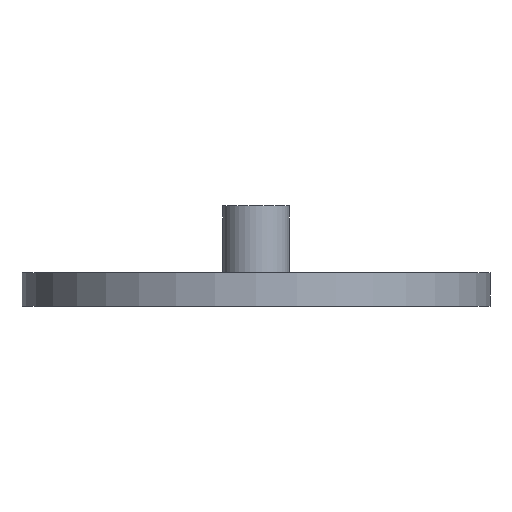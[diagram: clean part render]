
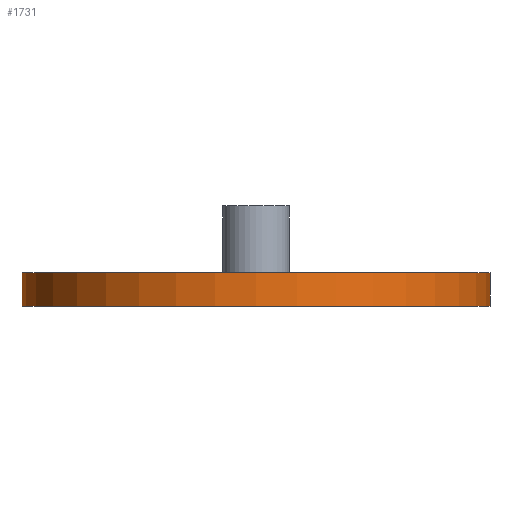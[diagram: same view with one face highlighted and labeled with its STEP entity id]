
A CAD part, front view. The second image highlights one B-rep face of the part: STEP entity #1731.
In plain terms, the highlighted cylindrical face has radius 35 mm (diameter 70 mm), a full revolution.
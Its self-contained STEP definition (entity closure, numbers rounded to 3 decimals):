
#21 = EDGE_CURVE('',#22,#22,#24,.T.);
#22 = VERTEX_POINT('',#23);
#23 = CARTESIAN_POINT('',(35.,0.,5.));
#24 = SURFACE_CURVE('',#25,(#30,#42),.PCURVE_S1.);
#25 = CIRCLE('',#26,35.);
#26 = AXIS2_PLACEMENT_3D('',#27,#28,#29);
#27 = CARTESIAN_POINT('',(0.,0.,5.));
#28 = DIRECTION('',(0.,0.,1.));
#29 = DIRECTION('',(1.,0.,0.));
#30 = PCURVE('',#31,#36);
#31 = PLANE('',#32);
#32 = AXIS2_PLACEMENT_3D('',#33,#34,#35);
#33 = CARTESIAN_POINT('',(0.,0.,5.));
#34 = DIRECTION('',(0.,0.,1.));
#35 = DIRECTION('',(1.,0.,0.));
#36 = DEFINITIONAL_REPRESENTATION('',(#37),#41);
#37 = CIRCLE('',#38,35.);
#38 = AXIS2_PLACEMENT_2D('',#39,#40);
#39 = CARTESIAN_POINT('',(0.,0.));
#40 = DIRECTION('',(1.,0.));
#41 = ( GEOMETRIC_REPRESENTATION_CONTEXT(2) 
PARAMETRIC_REPRESENTATION_CONTEXT() REPRESENTATION_CONTEXT('2D SPACE',''
  ) );
#42 = PCURVE('',#43,#48);
#43 = CYLINDRICAL_SURFACE('',#44,35.);
#44 = AXIS2_PLACEMENT_3D('',#45,#46,#47);
#45 = CARTESIAN_POINT('',(0.,0.,0.));
#46 = DIRECTION('',(0.,0.,1.));
#47 = DIRECTION('',(1.,0.,0.));
#48 = DEFINITIONAL_REPRESENTATION('',(#49),#53);
#49 = LINE('',#50,#51);
#50 = CARTESIAN_POINT('',(0.,5.));
#51 = VECTOR('',#52,1.);
#52 = DIRECTION('',(1.,0.));
#53 = ( GEOMETRIC_REPRESENTATION_CONTEXT(2) 
PARAMETRIC_REPRESENTATION_CONTEXT() REPRESENTATION_CONTEXT('2D SPACE',''
  ) );
#1731 = ADVANCED_FACE('',(#1732),#43,.T.);
#1732 = FACE_BOUND('',#1733,.T.);
#1733 = EDGE_LOOP('',(#1734,#1735,#1758,#1785));
#1734 = ORIENTED_EDGE('',*,*,#21,.F.);
#1735 = ORIENTED_EDGE('',*,*,#1736,.F.);
#1736 = EDGE_CURVE('',#1737,#22,#1739,.T.);
#1737 = VERTEX_POINT('',#1738);
#1738 = CARTESIAN_POINT('',(35.,0.,0.));
#1739 = SEAM_CURVE('',#1740,(#1744,#1751),.PCURVE_S1.);
#1740 = LINE('',#1741,#1742);
#1741 = CARTESIAN_POINT('',(35.,0.,0.));
#1742 = VECTOR('',#1743,1.);
#1743 = DIRECTION('',(0.,0.,1.));
#1744 = PCURVE('',#43,#1745);
#1745 = DEFINITIONAL_REPRESENTATION('',(#1746),#1750);
#1746 = LINE('',#1747,#1748);
#1747 = CARTESIAN_POINT('',(6.283,-0.));
#1748 = VECTOR('',#1749,1.);
#1749 = DIRECTION('',(0.,1.));
#1750 = ( GEOMETRIC_REPRESENTATION_CONTEXT(2) 
PARAMETRIC_REPRESENTATION_CONTEXT() REPRESENTATION_CONTEXT('2D SPACE',''
  ) );
#1751 = PCURVE('',#43,#1752);
#1752 = DEFINITIONAL_REPRESENTATION('',(#1753),#1757);
#1753 = LINE('',#1754,#1755);
#1754 = CARTESIAN_POINT('',(0.,-0.));
#1755 = VECTOR('',#1756,1.);
#1756 = DIRECTION('',(0.,1.));
#1757 = ( GEOMETRIC_REPRESENTATION_CONTEXT(2) 
PARAMETRIC_REPRESENTATION_CONTEXT() REPRESENTATION_CONTEXT('2D SPACE',''
  ) );
#1758 = ORIENTED_EDGE('',*,*,#1759,.T.);
#1759 = EDGE_CURVE('',#1737,#1737,#1760,.T.);
#1760 = SURFACE_CURVE('',#1761,(#1766,#1773),.PCURVE_S1.);
#1761 = CIRCLE('',#1762,35.);
#1762 = AXIS2_PLACEMENT_3D('',#1763,#1764,#1765);
#1763 = CARTESIAN_POINT('',(0.,0.,0.));
#1764 = DIRECTION('',(0.,0.,1.));
#1765 = DIRECTION('',(1.,0.,0.));
#1766 = PCURVE('',#43,#1767);
#1767 = DEFINITIONAL_REPRESENTATION('',(#1768),#1772);
#1768 = LINE('',#1769,#1770);
#1769 = CARTESIAN_POINT('',(0.,0.));
#1770 = VECTOR('',#1771,1.);
#1771 = DIRECTION('',(1.,0.));
#1772 = ( GEOMETRIC_REPRESENTATION_CONTEXT(2) 
PARAMETRIC_REPRESENTATION_CONTEXT() REPRESENTATION_CONTEXT('2D SPACE',''
  ) );
#1773 = PCURVE('',#1774,#1779);
#1774 = PLANE('',#1775);
#1775 = AXIS2_PLACEMENT_3D('',#1776,#1777,#1778);
#1776 = CARTESIAN_POINT('',(0.,0.,0.));
#1777 = DIRECTION('',(0.,0.,1.));
#1778 = DIRECTION('',(1.,0.,0.));
#1779 = DEFINITIONAL_REPRESENTATION('',(#1780),#1784);
#1780 = CIRCLE('',#1781,35.);
#1781 = AXIS2_PLACEMENT_2D('',#1782,#1783);
#1782 = CARTESIAN_POINT('',(0.,0.));
#1783 = DIRECTION('',(1.,0.));
#1784 = ( GEOMETRIC_REPRESENTATION_CONTEXT(2) 
PARAMETRIC_REPRESENTATION_CONTEXT() REPRESENTATION_CONTEXT('2D SPACE',''
  ) );
#1785 = ORIENTED_EDGE('',*,*,#1736,.T.);
